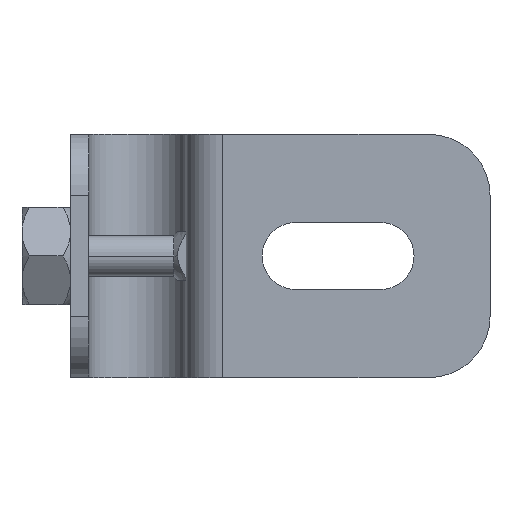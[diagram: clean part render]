
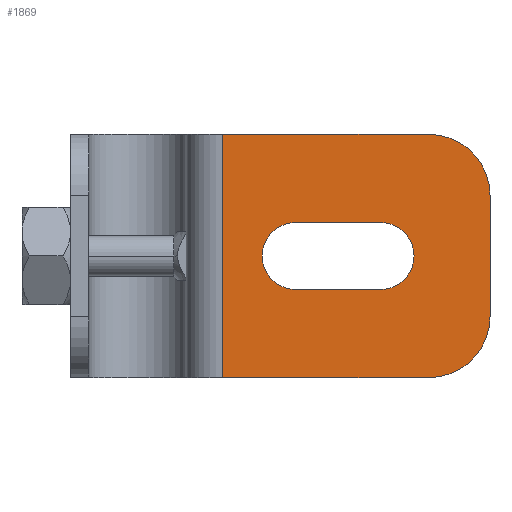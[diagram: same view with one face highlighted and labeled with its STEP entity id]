
A CAD part, front view. The second image highlights one B-rep face of the part: STEP entity #1869.
In plain terms, the highlighted planar face has unit normal (0, -1, 0).
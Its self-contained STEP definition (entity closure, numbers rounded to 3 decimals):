
#8 = LINE ( 'NONE', #1265, #615 ) ;
#22 = CARTESIAN_POINT ( 'NONE',  ( 50., 0., -10. ) ) ;
#23 = VERTEX_POINT ( 'NONE', #22 ) ;
#25 = ORIENTED_EDGE ( 'NONE', *, *, #2558, .T. ) ;
#36 = VERTEX_POINT ( 'NONE', #1622 ) ;
#45 = CARTESIAN_POINT ( 'NONE',  ( 40., 0., -20. ) ) ;
#48 = VECTOR ( 'NONE', #1176, 1000. ) ;
#82 = FACE_BOUND ( 'NONE', #483, .T. ) ;
#95 = CARTESIAN_POINT ( 'NONE',  ( 50., 0., 10. ) ) ;
#108 = DIRECTION ( 'NONE',  ( 0., -1., 0. ) ) ;
#151 = EDGE_CURVE ( 'NONE', #1362, #166, #585, .T. ) ;
#166 = VERTEX_POINT ( 'NONE', #476 ) ;
#301 = LINE ( 'NONE', #2250, #1819 ) ;
#393 = CARTESIAN_POINT ( 'NONE',  ( 18., 0., -5.5 ) ) ;
#401 = CARTESIAN_POINT ( 'NONE',  ( 12.5, 0., 0. ) ) ;
#408 = ORIENTED_EDGE ( 'NONE', *, *, #832, .T. ) ;
#446 = CARTESIAN_POINT ( 'NONE',  ( 6., 0., 20. ) ) ;
#448 = CARTESIAN_POINT ( 'NONE',  ( 32., 0., 0. ) ) ;
#476 = CARTESIAN_POINT ( 'NONE',  ( 32., 0., -5.5 ) ) ;
#483 = EDGE_LOOP ( 'NONE', ( #408, #1019, #1609, #619, #2529 ) ) ;
#531 = CARTESIAN_POINT ( 'NONE',  ( 18., 0., 5.5 ) ) ;
#585 = CIRCLE ( 'NONE', #795, 5.5 ) ;
#587 = LINE ( 'NONE', #2582, #48 ) ;
#610 = DIRECTION ( 'NONE',  ( 0., -1., 0. ) ) ;
#615 = VECTOR ( 'NONE', #2479, 1000. ) ;
#616 = VERTEX_POINT ( 'NONE', #393 ) ;
#619 = ORIENTED_EDGE ( 'NONE', *, *, #151, .T. ) ;
#656 = DIRECTION ( 'NONE',  ( -1., 0., 0. ) ) ;
#673 = DIRECTION ( 'NONE',  ( 0., 1., 0. ) ) ;
#723 = VERTEX_POINT ( 'NONE', #45 ) ;
#782 = CIRCLE ( 'NONE', #2538, 5.5 ) ;
#795 = AXIS2_PLACEMENT_3D ( 'NONE', #448, #1845, #656 ) ;
#820 = ORIENTED_EDGE ( 'NONE', *, *, #1277, .T. ) ;
#830 = DIRECTION ( 'NONE',  ( 0., 0., -1. ) ) ;
#832 = EDGE_CURVE ( 'NONE', #616, #839, #1374, .T. ) ;
#839 = VERTEX_POINT ( 'NONE', #401 ) ;
#864 = CARTESIAN_POINT ( 'NONE',  ( 50., 0., 20. ) ) ;
#898 = LINE ( 'NONE', #2114, #1414 ) ;
#902 = DIRECTION ( 'NONE',  ( 1., 0., 0. ) ) ;
#979 = EDGE_CURVE ( 'NONE', #723, #23, #1075, .T. ) ;
#1019 = ORIENTED_EDGE ( 'NONE', *, *, #1487, .T. ) ;
#1059 = DIRECTION ( 'NONE',  ( -1., 0., 0. ) ) ;
#1075 = CIRCLE ( 'NONE', #1802, 10. ) ;
#1176 = DIRECTION ( 'NONE',  ( -1., 0., 0. ) ) ;
#1193 = DIRECTION ( 'NONE',  ( 0., 1., 0. ) ) ;
#1265 = CARTESIAN_POINT ( 'NONE',  ( 18., 0., -5.5 ) ) ;
#1277 = EDGE_CURVE ( 'NONE', #2573, #2209, #1705, .T. ) ;
#1288 = DIRECTION ( 'NONE',  ( 0., 0., -1. ) ) ;
#1295 = CARTESIAN_POINT ( 'NONE',  ( 40., 0., -10. ) ) ;
#1362 = VERTEX_POINT ( 'NONE', #2300 ) ;
#1374 = CIRCLE ( 'NONE', #2156, 5.5 ) ;
#1391 = DIRECTION ( 'NONE',  ( 1., 0., 0. ) ) ;
#1393 = EDGE_CURVE ( 'NONE', #2180, #1362, #2583, .T. ) ;
#1414 = VECTOR ( 'NONE', #1288, 1000. ) ;
#1415 = ORIENTED_EDGE ( 'NONE', *, *, #1969, .T. ) ;
#1487 = EDGE_CURVE ( 'NONE', #839, #2180, #782, .T. ) ;
#1505 = DIRECTION ( 'NONE',  ( 1., 0., 0. ) ) ;
#1519 = VECTOR ( 'NONE', #902, 1000. ) ;
#1583 = ORIENTED_EDGE ( 'NONE', *, *, #979, .T. ) ;
#1590 = CIRCLE ( 'NONE', #2029, 10. ) ;
#1609 = ORIENTED_EDGE ( 'NONE', *, *, #1393, .T. ) ;
#1622 = CARTESIAN_POINT ( 'NONE',  ( 6., 0., -20. ) ) ;
#1705 = LINE ( 'NONE', #864, #2317 ) ;
#1798 = CARTESIAN_POINT ( 'NONE',  ( 40., 0., 10. ) ) ;
#1802 = AXIS2_PLACEMENT_3D ( 'NONE', #1295, #108, #1505 ) ;
#1819 = VECTOR ( 'NONE', #830, 1000. ) ;
#1845 = DIRECTION ( 'NONE',  ( 0., 1., 0. ) ) ;
#1864 = CARTESIAN_POINT ( 'NONE',  ( 18., 0., 0. ) ) ;
#1869 = ADVANCED_FACE ( 'NONE', ( #82, #2611 ), #1879, .T. ) ;
#1879 = PLANE ( 'NONE',  #1886 ) ;
#1886 = AXIS2_PLACEMENT_3D ( 'NONE', #2205, #2604, #1391 ) ;
#1969 = EDGE_CURVE ( 'NONE', #2209, #36, #301, .T. ) ;
#1998 = CARTESIAN_POINT ( 'NONE',  ( 40., 0., 20. ) ) ;
#2006 = DIRECTION ( 'NONE',  ( 1., 0., 0. ) ) ;
#2029 = AXIS2_PLACEMENT_3D ( 'NONE', #1798, #610, #2006 ) ;
#2079 = DIRECTION ( 'NONE',  ( 1., 0., 0. ) ) ;
#2107 = VERTEX_POINT ( 'NONE', #95 ) ;
#2114 = CARTESIAN_POINT ( 'NONE',  ( 50., 0., 20. ) ) ;
#2156 = AXIS2_PLACEMENT_3D ( 'NONE', #2416, #1193, #2609 ) ;
#2180 = VERTEX_POINT ( 'NONE', #531 ) ;
#2205 = CARTESIAN_POINT ( 'NONE',  ( 50., 0., 20. ) ) ;
#2209 = VERTEX_POINT ( 'NONE', #446 ) ;
#2250 = CARTESIAN_POINT ( 'NONE',  ( 6., 0., 20. ) ) ;
#2268 = EDGE_CURVE ( 'NONE', #166, #616, #8, .T. ) ;
#2292 = ORIENTED_EDGE ( 'NONE', *, *, #2358, .F. ) ;
#2300 = CARTESIAN_POINT ( 'NONE',  ( 32., 0., 5.5 ) ) ;
#2317 = VECTOR ( 'NONE', #1059, 1000. ) ;
#2320 = CARTESIAN_POINT ( 'NONE',  ( 18., 0., 5.5 ) ) ;
#2357 = ORIENTED_EDGE ( 'NONE', *, *, #2493, .F. ) ;
#2358 = EDGE_CURVE ( 'NONE', #2107, #23, #898, .T. ) ;
#2398 = EDGE_LOOP ( 'NONE', ( #2357, #1583, #2292, #25, #820, #1415 ) ) ;
#2416 = CARTESIAN_POINT ( 'NONE',  ( 18., 0., 0. ) ) ;
#2479 = DIRECTION ( 'NONE',  ( -1., 0., 0. ) ) ;
#2493 = EDGE_CURVE ( 'NONE', #723, #36, #587, .T. ) ;
#2529 = ORIENTED_EDGE ( 'NONE', *, *, #2268, .T. ) ;
#2538 = AXIS2_PLACEMENT_3D ( 'NONE', #1864, #673, #2079 ) ;
#2558 = EDGE_CURVE ( 'NONE', #2107, #2573, #1590, .T. ) ;
#2573 = VERTEX_POINT ( 'NONE', #1998 ) ;
#2582 = CARTESIAN_POINT ( 'NONE',  ( 50., 0., -20. ) ) ;
#2583 = LINE ( 'NONE', #2320, #1519 ) ;
#2604 = DIRECTION ( 'NONE',  ( 0., -1., 0. ) ) ;
#2609 = DIRECTION ( 'NONE',  ( 1., 0., 0. ) ) ;
#2611 = FACE_OUTER_BOUND ( 'NONE', #2398, .T. ) ;
